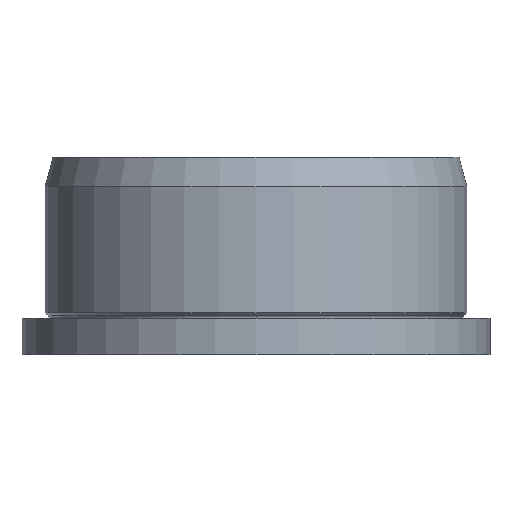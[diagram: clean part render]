
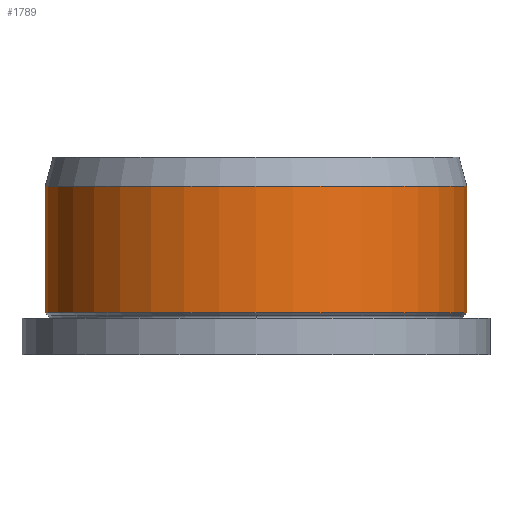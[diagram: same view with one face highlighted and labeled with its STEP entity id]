
A CAD part, left-side view. The second image highlights one B-rep face of the part: STEP entity #1789.
In plain terms, the highlighted cylindrical face has radius 20.25 mm (diameter 40.5 mm), a partial arc.
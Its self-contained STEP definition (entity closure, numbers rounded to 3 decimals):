
#22 = VERTEX_POINT('',#23);
#23 = CARTESIAN_POINT('',(168.,-79.75,-187.299));
#44 = CONICAL_SURFACE('',#45,19.875,0.262);
#45 = AXIS2_PLACEMENT_3D('',#46,#47,#48);
#46 = CARTESIAN_POINT('',(168.,-100.,-185.9));
#47 = DIRECTION('',(0.,0.,-1.));
#48 = DIRECTION('',(0.,1.,0.));
#90 = VERTEX_POINT('',#91);
#91 = CARTESIAN_POINT('',(168.,-120.25,-187.299));
#127 = CYLINDRICAL_SURFACE('',#128,20.25);
#128 = AXIS2_PLACEMENT_3D('',#129,#130,#131);
#129 = CARTESIAN_POINT('',(168.,-100.,-193.367));
#130 = DIRECTION('',(0.,0.,-1.));
#131 = DIRECTION('',(0.,1.,0.));
#142 = EDGE_CURVE('',#143,#22,#145,.T.);
#143 = VERTEX_POINT('',#144);
#144 = CARTESIAN_POINT('',(168.,-79.75,-199.434));
#145 = SURFACE_CURVE('',#146,(#150,#157),.PCURVE_S1.);
#146 = LINE('',#147,#148);
#147 = CARTESIAN_POINT('',(168.,-79.75,-199.434));
#148 = VECTOR('',#149,1.);
#149 = DIRECTION('',(0.,0.,1.));
#150 = PCURVE('',#127,#151);
#151 = DEFINITIONAL_REPRESENTATION('',(#152),#156);
#152 = LINE('',#153,#154);
#153 = CARTESIAN_POINT('',(0.,6.068));
#154 = VECTOR('',#155,1.);
#155 = DIRECTION('',(0.,-1.));
#156 = ( GEOMETRIC_REPRESENTATION_CONTEXT(2) 
PARAMETRIC_REPRESENTATION_CONTEXT() REPRESENTATION_CONTEXT('2D SPACE',''
  ) );
#157 = PCURVE('',#158,#163);
#158 = CYLINDRICAL_SURFACE('',#159,20.25);
#159 = AXIS2_PLACEMENT_3D('',#160,#161,#162);
#160 = CARTESIAN_POINT('',(168.,-100.,-193.367));
#161 = DIRECTION('',(0.,0.,-1.));
#162 = DIRECTION('',(0.,1.,0.));
#163 = DEFINITIONAL_REPRESENTATION('',(#164),#168);
#164 = LINE('',#165,#166);
#165 = CARTESIAN_POINT('',(6.283,6.068));
#166 = VECTOR('',#167,1.);
#167 = DIRECTION('',(0.,-1.));
#168 = ( GEOMETRIC_REPRESENTATION_CONTEXT(2) 
PARAMETRIC_REPRESENTATION_CONTEXT() REPRESENTATION_CONTEXT('2D SPACE',''
  ) );
#171 = EDGE_CURVE('',#90,#172,#174,.T.);
#172 = VERTEX_POINT('',#173);
#173 = CARTESIAN_POINT('',(168.,-120.25,-199.434));
#174 = SURFACE_CURVE('',#175,(#179,#186),.PCURVE_S1.);
#175 = LINE('',#176,#177);
#176 = CARTESIAN_POINT('',(168.,-120.25,-187.299));
#177 = VECTOR('',#178,1.);
#178 = DIRECTION('',(0.,0.,-1.));
#179 = PCURVE('',#127,#180);
#180 = DEFINITIONAL_REPRESENTATION('',(#181),#185);
#181 = LINE('',#182,#183);
#182 = CARTESIAN_POINT('',(3.142,-6.068));
#183 = VECTOR('',#184,1.);
#184 = DIRECTION('',(0.,1.));
#185 = ( GEOMETRIC_REPRESENTATION_CONTEXT(2) 
PARAMETRIC_REPRESENTATION_CONTEXT() REPRESENTATION_CONTEXT('2D SPACE',''
  ) );
#186 = PCURVE('',#158,#187);
#187 = DEFINITIONAL_REPRESENTATION('',(#188),#192);
#188 = LINE('',#189,#190);
#189 = CARTESIAN_POINT('',(3.142,-6.068));
#190 = VECTOR('',#191,1.);
#191 = DIRECTION('',(0.,1.));
#192 = ( GEOMETRIC_REPRESENTATION_CONTEXT(2) 
PARAMETRIC_REPRESENTATION_CONTEXT() REPRESENTATION_CONTEXT('2D SPACE',''
  ) );
#269 = CONICAL_SURFACE('',#270,20.109,0.785);
#270 = AXIS2_PLACEMENT_3D('',#271,#272,#273);
#271 = CARTESIAN_POINT('',(168.,-100.,-199.576));
#272 = DIRECTION('',(0.,0.,1.));
#273 = DIRECTION('',(0.,-1.,0.));
#440 = EDGE_CURVE('',#143,#172,#441,.T.);
#441 = SURFACE_CURVE('',#442,(#447,#454),.PCURVE_S1.);
#442 = CIRCLE('',#443,20.25);
#443 = AXIS2_PLACEMENT_3D('',#444,#445,#446);
#444 = CARTESIAN_POINT('',(168.,-100.,-199.434));
#445 = DIRECTION('',(0.,-0.,1.));
#446 = DIRECTION('',(0.,1.,0.));
#447 = PCURVE('',#269,#448);
#448 = DEFINITIONAL_REPRESENTATION('',(#449),#453);
#449 = LINE('',#450,#451);
#450 = CARTESIAN_POINT('',(3.142,0.141));
#451 = VECTOR('',#452,1.);
#452 = DIRECTION('',(1.,0.));
#453 = ( GEOMETRIC_REPRESENTATION_CONTEXT(2) 
PARAMETRIC_REPRESENTATION_CONTEXT() REPRESENTATION_CONTEXT('2D SPACE',''
  ) );
#454 = PCURVE('',#158,#455);
#455 = DEFINITIONAL_REPRESENTATION('',(#456),#460);
#456 = LINE('',#457,#458);
#457 = CARTESIAN_POINT('',(6.283,6.068));
#458 = VECTOR('',#459,1.);
#459 = DIRECTION('',(-1.,0.));
#460 = ( GEOMETRIC_REPRESENTATION_CONTEXT(2) 
PARAMETRIC_REPRESENTATION_CONTEXT() REPRESENTATION_CONTEXT('2D SPACE',''
  ) );
#1768 = EDGE_CURVE('',#22,#90,#1769,.T.);
#1769 = SURFACE_CURVE('',#1770,(#1775,#1782),.PCURVE_S1.);
#1770 = CIRCLE('',#1771,20.25);
#1771 = AXIS2_PLACEMENT_3D('',#1772,#1773,#1774);
#1772 = CARTESIAN_POINT('',(168.,-100.,-187.299));
#1773 = DIRECTION('',(0.,-0.,1.));
#1774 = DIRECTION('',(0.,1.,0.));
#1775 = PCURVE('',#44,#1776);
#1776 = DEFINITIONAL_REPRESENTATION('',(#1777),#1781);
#1777 = LINE('',#1778,#1779);
#1778 = CARTESIAN_POINT('',(6.283,1.4));
#1779 = VECTOR('',#1780,1.);
#1780 = DIRECTION('',(-1.,0.));
#1781 = ( GEOMETRIC_REPRESENTATION_CONTEXT(2) 
PARAMETRIC_REPRESENTATION_CONTEXT() REPRESENTATION_CONTEXT('2D SPACE',''
  ) );
#1782 = PCURVE('',#158,#1783);
#1783 = DEFINITIONAL_REPRESENTATION('',(#1784),#1788);
#1784 = LINE('',#1785,#1786);
#1785 = CARTESIAN_POINT('',(6.283,-6.068));
#1786 = VECTOR('',#1787,1.);
#1787 = DIRECTION('',(-1.,0.));
#1788 = ( GEOMETRIC_REPRESENTATION_CONTEXT(2) 
PARAMETRIC_REPRESENTATION_CONTEXT() REPRESENTATION_CONTEXT('2D SPACE',''
  ) );
#1789 = ADVANCED_FACE('',(#1790),#158,.T.);
#1790 = FACE_BOUND('',#1791,.T.);
#1791 = EDGE_LOOP('',(#1792,#1793,#1794,#1795));
#1792 = ORIENTED_EDGE('',*,*,#171,.F.);
#1793 = ORIENTED_EDGE('',*,*,#1768,.F.);
#1794 = ORIENTED_EDGE('',*,*,#142,.F.);
#1795 = ORIENTED_EDGE('',*,*,#440,.T.);
